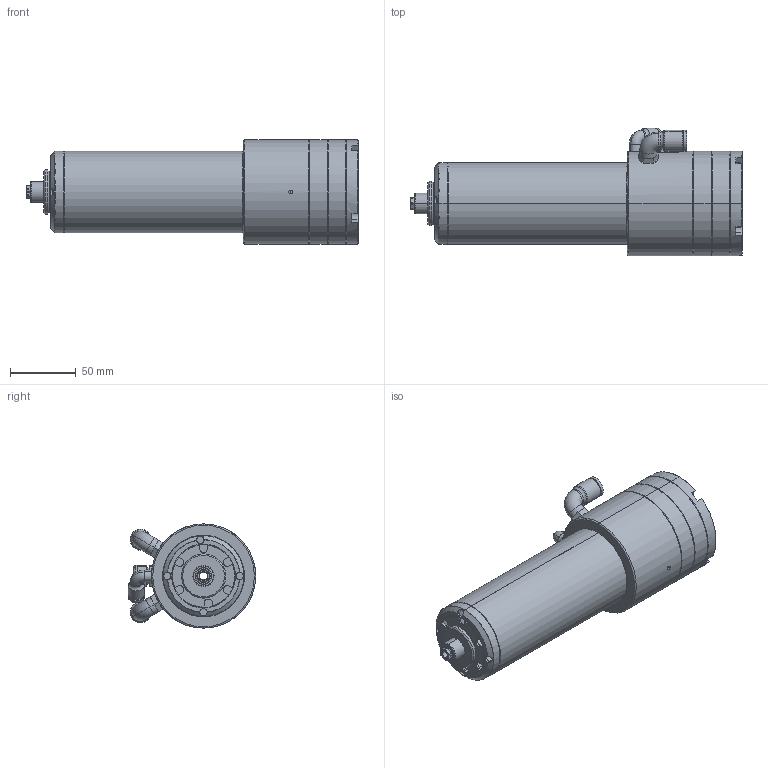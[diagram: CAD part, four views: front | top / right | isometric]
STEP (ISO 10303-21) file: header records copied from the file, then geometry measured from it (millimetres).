
FILE_DESCRIPTION (( 'STEP AP203' ), '1' );
FILE_NAME ('KGZ-06260C01.STEP', '2026-04-10T05:59:45', ( 'Microsoft' ), ( 'Microsoft' ), 'SwSTEP 2.0', 'SolidWorks 2018', '' );
FILE_SCHEMA (( 'CONFIG_CONTROL_DESIGN' ));
Length unit declared in the file: millimetre
Products named in the file (32): 粣創; 嶺裝蹟譫; 俔籵-Pisco PL8-01T; 詩芠; 詠え; 揤啣郪璃; 滅鳥裔; ヶ粣創釱; 萇擢諉芛; 標芛; 扷餵臏沭; ァ詰煦路え; ァ躇遠; 詠え揤遠; 嶺裝; 揤遠肣杶; KGZ-06260C01; 芢裝; ァ詰え2; ァ詰え1; 粣郋; 傷裔; ヶ粣創揤啣; 奻蹟譫; 寡詩え; 砦雄え; 俔籵-Pisco PL6-M5T; 笢陑堤盄ァ詰; 掖裔; 线圈
Assembly tree (17 placements, depth 3):
  粣創
  嶺裝蹟譫
  詠え
  扷餵臏沭
  詠え揤遠
Bounding box: 251.6 x 96.5 x 79 mm (x, y, z)
Volume: 99671 mm3; surface area: 135384.4 mm2
Topology: 18 solids, 18 shells, 858 faces, 2152 edges, 1349 vertices
Faces by surface type: plane 322, cylinder 317, cone 165, torus 46, bspline 8
Entity records: 33349 total; most frequent: CARTESIAN_POINT 9899, DIRECTION 4328, ORIENTED_EDGE 4304, EDGE_CURVE 2152, AXIS2_PLACEMENT_3D 1711, VERTEX_POINT 1349, EDGE_LOOP 933, VECTOR 906
